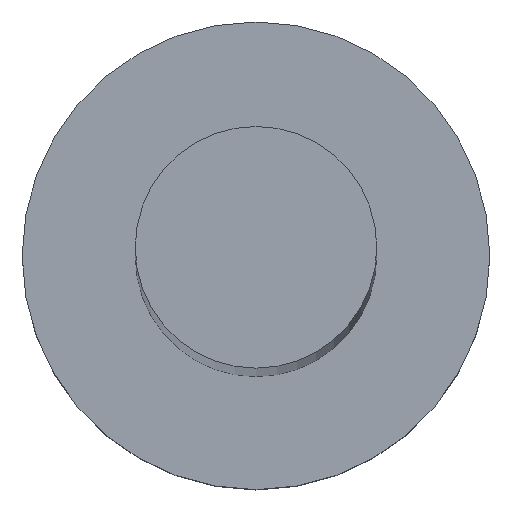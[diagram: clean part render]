
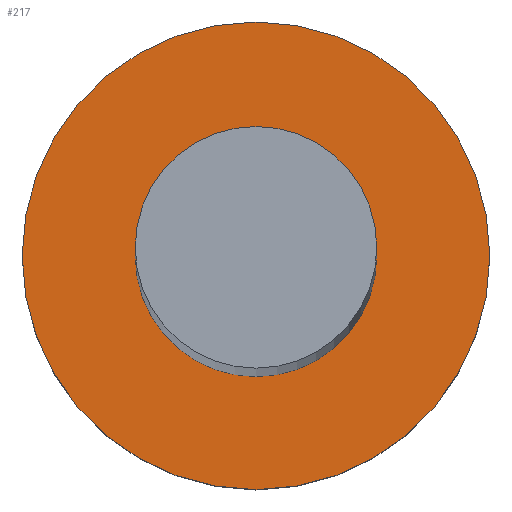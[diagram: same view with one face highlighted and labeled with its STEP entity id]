
A CAD part, top view. The second image highlights one B-rep face of the part: STEP entity #217.
In plain terms, the highlighted planar face has unit normal (0, 0, 1).
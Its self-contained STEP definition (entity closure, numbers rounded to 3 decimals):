
#13 = DIRECTION ( 'NONE',  ( 1., 0., 0. ) ) ;
#25 = CIRCLE ( 'NONE', #191, 6. ) ;
#27 = CARTESIAN_POINT ( 'NONE',  ( 0., 0., 5. ) ) ;
#35 = AXIS2_PLACEMENT_3D ( 'NONE', #189, #172, #56 ) ;
#45 = ORIENTED_EDGE ( 'NONE', *, *, #144, .F. ) ;
#49 = DIRECTION ( 'NONE',  ( 0., 0., 1. ) ) ;
#53 = CARTESIAN_POINT ( 'NONE',  ( 6., 0., 5. ) ) ;
#56 = DIRECTION ( 'NONE',  ( 1., 0., 0. ) ) ;
#64 = AXIS2_PLACEMENT_3D ( 'NONE', #221, #126, #207 ) ;
#65 = EDGE_CURVE ( 'NONE', #96, #94, #134, .T. ) ;
#85 = CARTESIAN_POINT ( 'NONE',  ( 0., 0., 5. ) ) ;
#94 = VERTEX_POINT ( 'NONE', #53 ) ;
#95 = AXIS2_PLACEMENT_3D ( 'NONE', #85, #168, #162 ) ;
#96 = VERTEX_POINT ( 'NONE', #142 ) ;
#104 = CARTESIAN_POINT ( 'NONE',  ( 0., 0., 5. ) ) ;
#112 = PLANE ( 'NONE',  #35 ) ;
#118 = VERTEX_POINT ( 'NONE', #130 ) ;
#126 = DIRECTION ( 'NONE',  ( 0., 0., 1. ) ) ;
#130 = CARTESIAN_POINT ( 'NONE',  ( -3.1, 0., 5. ) ) ;
#131 = CARTESIAN_POINT ( 'NONE',  ( 3.1, 0., 5. ) ) ;
#133 = FACE_OUTER_BOUND ( 'NONE', #215, .T. ) ;
#134 = CIRCLE ( 'NONE', #64, 6. ) ;
#136 = ORIENTED_EDGE ( 'NONE', *, *, #140, .F. ) ;
#140 = EDGE_CURVE ( 'NONE', #234, #118, #176, .T. ) ;
#142 = CARTESIAN_POINT ( 'NONE',  ( -6., 0., 5. ) ) ;
#144 = EDGE_CURVE ( 'NONE', #118, #234, #167, .T. ) ;
#150 = DIRECTION ( 'NONE',  ( 0., 0., 1. ) ) ;
#158 = EDGE_LOOP ( 'NONE', ( #45, #136 ) ) ;
#162 = DIRECTION ( 'NONE',  ( 1., 0., 0. ) ) ;
#164 = EDGE_CURVE ( 'NONE', #94, #96, #25, .T. ) ;
#167 = CIRCLE ( 'NONE', #95, 3.1 ) ;
#168 = DIRECTION ( 'NONE',  ( 0., 0., 1. ) ) ;
#172 = DIRECTION ( 'NONE',  ( 0., 0., 1. ) ) ;
#176 = CIRCLE ( 'NONE', #213, 3.1 ) ;
#178 = ORIENTED_EDGE ( 'NONE', *, *, #164, .T. ) ;
#189 = CARTESIAN_POINT ( 'NONE',  ( 0., 0., 5. ) ) ;
#191 = AXIS2_PLACEMENT_3D ( 'NONE', #104, #49, #219 ) ;
#192 = ORIENTED_EDGE ( 'NONE', *, *, #65, .T. ) ;
#207 = DIRECTION ( 'NONE',  ( 1., 0., 0. ) ) ;
#209 = FACE_BOUND ( 'NONE', #158, .T. ) ;
#213 = AXIS2_PLACEMENT_3D ( 'NONE', #27, #150, #13 ) ;
#215 = EDGE_LOOP ( 'NONE', ( #192, #178 ) ) ;
#217 = ADVANCED_FACE ( 'NONE', ( #209, #133 ), #112, .T. ) ;
#219 = DIRECTION ( 'NONE',  ( 1., 0., 0. ) ) ;
#221 = CARTESIAN_POINT ( 'NONE',  ( 0., 0., 5. ) ) ;
#234 = VERTEX_POINT ( 'NONE', #131 ) ;
